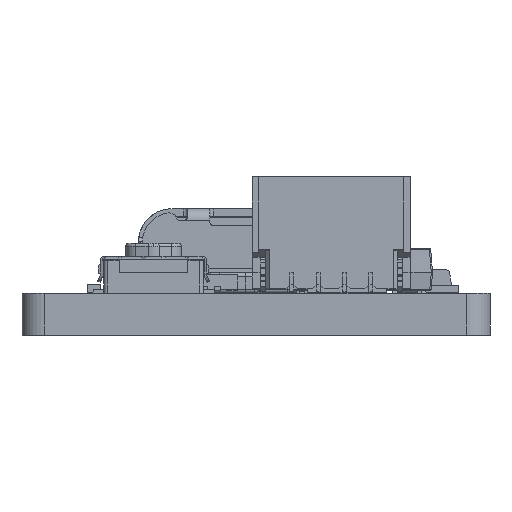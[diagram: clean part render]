
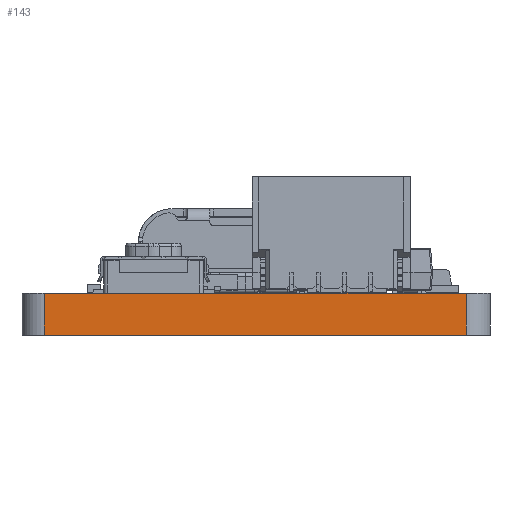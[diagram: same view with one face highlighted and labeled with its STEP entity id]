
A CAD part, front view. The second image highlights one B-rep face of the part: STEP entity #143.
In plain terms, the highlighted planar face has unit normal (0, -1, 0).
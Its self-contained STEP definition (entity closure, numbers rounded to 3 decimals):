
#105 = EDGE_CURVE('',#106,#108,#110,.T.);
#106 = VERTEX_POINT('',#107);
#107 = CARTESIAN_POINT('',(0.854,0.,0.));
#108 = VERTEX_POINT('',#109);
#109 = CARTESIAN_POINT('',(0.854,0.,1.595));
#110 = LINE('',#111,#112);
#111 = CARTESIAN_POINT('',(0.854,0.,0.));
#112 = VECTOR('',#113,1.);
#113 = DIRECTION('',(0.,0.,1.));
#143 = ADVANCED_FACE('',(#144),#169,.T.);
#144 = FACE_BOUND('',#145,.T.);
#145 = EDGE_LOOP('',(#146,#156,#162,#163));
#146 = ORIENTED_EDGE('',*,*,#147,.T.);
#147 = EDGE_CURVE('',#148,#150,#152,.T.);
#148 = VERTEX_POINT('',#149);
#149 = CARTESIAN_POINT('',(16.876,0.,0.));
#150 = VERTEX_POINT('',#151);
#151 = CARTESIAN_POINT('',(16.876,0.,1.595));
#152 = LINE('',#153,#154);
#153 = CARTESIAN_POINT('',(16.876,0.,0.));
#154 = VECTOR('',#155,1.);
#155 = DIRECTION('',(0.,0.,1.));
#156 = ORIENTED_EDGE('',*,*,#157,.T.);
#157 = EDGE_CURVE('',#150,#108,#158,.T.);
#158 = LINE('',#159,#160);
#159 = CARTESIAN_POINT('',(16.876,0.,1.595));
#160 = VECTOR('',#161,1.);
#161 = DIRECTION('',(-1.,0.,0.));
#162 = ORIENTED_EDGE('',*,*,#105,.F.);
#163 = ORIENTED_EDGE('',*,*,#164,.F.);
#164 = EDGE_CURVE('',#148,#106,#165,.T.);
#165 = LINE('',#166,#167);
#166 = CARTESIAN_POINT('',(16.876,0.,0.));
#167 = VECTOR('',#168,1.);
#168 = DIRECTION('',(-1.,0.,0.));
#169 = PLANE('',#170);
#170 = AXIS2_PLACEMENT_3D('',#171,#172,#173);
#171 = CARTESIAN_POINT('',(16.876,0.,0.));
#172 = DIRECTION('',(0.,-1.,0.));
#173 = DIRECTION('',(-1.,0.,0.));
